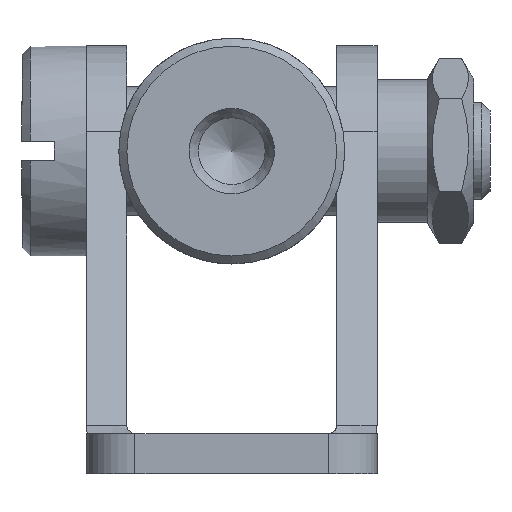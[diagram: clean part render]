
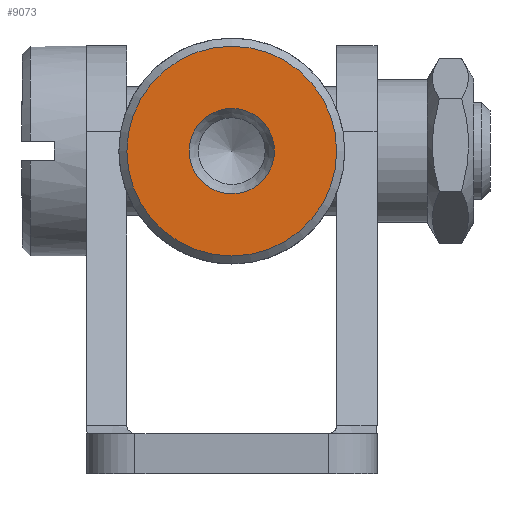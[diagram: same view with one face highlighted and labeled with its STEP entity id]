
A CAD part, left-side view. The second image highlights one B-rep face of the part: STEP entity #9073.
In plain terms, the highlighted planar face has unit normal (-1, 0, 0).
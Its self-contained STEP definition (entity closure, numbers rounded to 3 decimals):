
#8578 = CONICAL_SURFACE('',#8579,6.75,0.785);
#8579 = AXIS2_PLACEMENT_3D('',#8580,#8581,#8582);
#8580 = CARTESIAN_POINT('',(0.25,0.,0.));
#8581 = DIRECTION('',(1.,0.,0.));
#8582 = DIRECTION('',(0.,0.,-1.));
#8836 = CONICAL_SURFACE('',#8837,2.356,0.524);
#8837 = AXIS2_PLACEMENT_3D('',#8838,#8839,#8840);
#8838 = CARTESIAN_POINT('',(0.5,0.,0.));
#8839 = DIRECTION('',(-1.,0.,0.));
#8840 = DIRECTION('',(0.,0.,-1.));
#8905 = VERTEX_POINT('',#8906);
#8906 = CARTESIAN_POINT('',(0.,0.,
    2.644));
#8926 = EDGE_CURVE('',#8905,#8905,#8927,.T.);
#8927 = SURFACE_CURVE('',#8928,(#8933,#8962),.PCURVE_S1.);
#8928 = CIRCLE('',#8929,2.644);
#8929 = AXIS2_PLACEMENT_3D('',#8930,#8931,#8932);
#8930 = CARTESIAN_POINT('',(0.,0.,
    0.));
#8931 = DIRECTION('',(-1.,0.,0.));
#8932 = DIRECTION('',(0.,0.,-1.));
#8933 = PCURVE('',#8836,#8934);
#8934 = DEFINITIONAL_REPRESENTATION('',(#8935),#8961);
#8935 = B_SPLINE_CURVE_WITH_KNOTS('',3,(#8936,#8937,#8938,#8939,#8940,
    #8941,#8942,#8943,#8944,#8945,#8946,#8947,#8948,#8949,#8950,#8951,
    #8952,#8953,#8954,#8955,#8956,#8957,#8958,#8959,#8960),
  .UNSPECIFIED.,.F.,.F.,(4,1,1,1,1,1,1,1,1,1,1,1,1,1,1,1,1,1,1,1,1,1,4),
  (3.142,3.427,3.713,3.998,
    4.284,4.57,4.855,5.141,
    5.426,5.712,5.998,6.283,
    6.569,6.854,7.14,7.426,
    7.711,7.997,8.282,8.568,
    8.854,9.139,9.425),.UNSPECIFIED.);
#8936 = CARTESIAN_POINT('',(3.142,0.5));
#8937 = CARTESIAN_POINT('',(3.237,0.5));
#8938 = CARTESIAN_POINT('',(3.427,0.5));
#8939 = CARTESIAN_POINT('',(3.713,0.5));
#8940 = CARTESIAN_POINT('',(3.998,0.5));
#8941 = CARTESIAN_POINT('',(4.284,0.5));
#8942 = CARTESIAN_POINT('',(4.57,0.5));
#8943 = CARTESIAN_POINT('',(4.855,0.5));
#8944 = CARTESIAN_POINT('',(5.141,0.5));
#8945 = CARTESIAN_POINT('',(5.426,0.5));
#8946 = CARTESIAN_POINT('',(5.712,0.5));
#8947 = CARTESIAN_POINT('',(5.998,0.5));
#8948 = CARTESIAN_POINT('',(6.283,0.5));
#8949 = CARTESIAN_POINT('',(6.569,0.5));
#8950 = CARTESIAN_POINT('',(6.854,0.5));
#8951 = CARTESIAN_POINT('',(7.14,0.5));
#8952 = CARTESIAN_POINT('',(7.426,0.5));
#8953 = CARTESIAN_POINT('',(7.711,0.5));
#8954 = CARTESIAN_POINT('',(7.997,0.5));
#8955 = CARTESIAN_POINT('',(8.282,0.5));
#8956 = CARTESIAN_POINT('',(8.568,0.5));
#8957 = CARTESIAN_POINT('',(8.854,0.5));
#8958 = CARTESIAN_POINT('',(9.139,0.5));
#8959 = CARTESIAN_POINT('',(9.33,0.5));
#8960 = CARTESIAN_POINT('',(9.425,0.5));
#8961 = ( GEOMETRIC_REPRESENTATION_CONTEXT(2) 
PARAMETRIC_REPRESENTATION_CONTEXT() REPRESENTATION_CONTEXT('2D SPACE',''
  ) );
#8962 = PCURVE('',#8963,#8968);
#8963 = PLANE('',#8964);
#8964 = AXIS2_PLACEMENT_3D('',#8965,#8966,#8967);
#8965 = CARTESIAN_POINT('',(0.,0.,-7.));
#8966 = DIRECTION('',(-1.,0.,0.));
#8967 = DIRECTION('',(0.,0.,1.));
#8968 = DEFINITIONAL_REPRESENTATION('',(#8969),#8973);
#8969 = CIRCLE('',#8970,2.644);
#8970 = AXIS2_PLACEMENT_2D('',#8971,#8972);
#8971 = CARTESIAN_POINT('',(7.,0.));
#8972 = DIRECTION('',(-1.,0.));
#8973 = ( GEOMETRIC_REPRESENTATION_CONTEXT(2) 
PARAMETRIC_REPRESENTATION_CONTEXT() REPRESENTATION_CONTEXT('2D SPACE',''
  ) );
#9073 = ADVANCED_FACE('',(#9074,#9126),#8963,.T.);
#9074 = FACE_BOUND('',#9075,.T.);
#9075 = EDGE_LOOP('',(#9076));
#9076 = ORIENTED_EDGE('',*,*,#9077,.F.);
#9077 = EDGE_CURVE('',#9078,#9078,#9080,.T.);
#9078 = VERTEX_POINT('',#9079);
#9079 = CARTESIAN_POINT('',(0.,0.,6.5
    ));
#9080 = SURFACE_CURVE('',#9081,(#9086,#9097),.PCURVE_S1.);
#9081 = CIRCLE('',#9082,6.5);
#9082 = AXIS2_PLACEMENT_3D('',#9083,#9084,#9085);
#9083 = CARTESIAN_POINT('',(0.,0.,
    0.));
#9084 = DIRECTION('',(1.,0.,0.));
#9085 = DIRECTION('',(0.,0.,-1.));
#9086 = PCURVE('',#8963,#9087);
#9087 = DEFINITIONAL_REPRESENTATION('',(#9088),#9096);
#9088 = ( BOUNDED_CURVE() B_SPLINE_CURVE(2,(#9089,#9090,#9091,#9092,
#9093,#9094,#9095),.UNSPECIFIED.,.F.,.F.) B_SPLINE_CURVE_WITH_KNOTS((1,2
    ,2,2,2,1),(-2.094,0.,2.094,4.189,
6.283,8.378),.UNSPECIFIED.) CURVE() 
GEOMETRIC_REPRESENTATION_ITEM() RATIONAL_B_SPLINE_CURVE((1.,0.5,1.,0.5,
1.,0.5,1.)) REPRESENTATION_ITEM('') );
#9089 = CARTESIAN_POINT('',(0.5,0.));
#9090 = CARTESIAN_POINT('',(0.5,11.258));
#9091 = CARTESIAN_POINT('',(10.25,5.629));
#9092 = CARTESIAN_POINT('',(20.,0.));
#9093 = CARTESIAN_POINT('',(10.25,-5.629));
#9094 = CARTESIAN_POINT('',(0.5,-11.258));
#9095 = CARTESIAN_POINT('',(0.5,0.));
#9096 = ( GEOMETRIC_REPRESENTATION_CONTEXT(2) 
PARAMETRIC_REPRESENTATION_CONTEXT() REPRESENTATION_CONTEXT('2D SPACE',''
  ) );
#9097 = PCURVE('',#8578,#9098);
#9098 = DEFINITIONAL_REPRESENTATION('',(#9099),#9125);
#9099 = B_SPLINE_CURVE_WITH_KNOTS('',3,(#9100,#9101,#9102,#9103,#9104,
    #9105,#9106,#9107,#9108,#9109,#9110,#9111,#9112,#9113,#9114,#9115,
    #9116,#9117,#9118,#9119,#9120,#9121,#9122,#9123,#9124),
  .UNSPECIFIED.,.F.,.F.,(4,1,1,1,1,1,1,1,1,1,1,1,1,1,1,1,1,1,1,1,1,1,4),
  (3.142,3.427,3.713,3.998,
    4.284,4.57,4.855,5.141,
    5.426,5.712,5.998,6.283,
    6.569,6.854,7.14,7.426,
    7.711,7.997,8.282,8.568,
    8.854,9.139,9.425),.UNSPECIFIED.);
#9100 = CARTESIAN_POINT('',(3.142,-0.25));
#9101 = CARTESIAN_POINT('',(3.237,-0.25));
#9102 = CARTESIAN_POINT('',(3.427,-0.25));
#9103 = CARTESIAN_POINT('',(3.713,-0.25));
#9104 = CARTESIAN_POINT('',(3.998,-0.25));
#9105 = CARTESIAN_POINT('',(4.284,-0.25));
#9106 = CARTESIAN_POINT('',(4.57,-0.25));
#9107 = CARTESIAN_POINT('',(4.855,-0.25));
#9108 = CARTESIAN_POINT('',(5.141,-0.25));
#9109 = CARTESIAN_POINT('',(5.426,-0.25));
#9110 = CARTESIAN_POINT('',(5.712,-0.25));
#9111 = CARTESIAN_POINT('',(5.998,-0.25));
#9112 = CARTESIAN_POINT('',(6.283,-0.25));
#9113 = CARTESIAN_POINT('',(6.569,-0.25));
#9114 = CARTESIAN_POINT('',(6.854,-0.25));
#9115 = CARTESIAN_POINT('',(7.14,-0.25));
#9116 = CARTESIAN_POINT('',(7.426,-0.25));
#9117 = CARTESIAN_POINT('',(7.711,-0.25));
#9118 = CARTESIAN_POINT('',(7.997,-0.25));
#9119 = CARTESIAN_POINT('',(8.282,-0.25));
#9120 = CARTESIAN_POINT('',(8.568,-0.25));
#9121 = CARTESIAN_POINT('',(8.854,-0.25));
#9122 = CARTESIAN_POINT('',(9.139,-0.25));
#9123 = CARTESIAN_POINT('',(9.33,-0.25));
#9124 = CARTESIAN_POINT('',(9.425,-0.25));
#9125 = ( GEOMETRIC_REPRESENTATION_CONTEXT(2) 
PARAMETRIC_REPRESENTATION_CONTEXT() REPRESENTATION_CONTEXT('2D SPACE',''
  ) );
#9126 = FACE_BOUND('',#9127,.T.);
#9127 = EDGE_LOOP('',(#9128));
#9128 = ORIENTED_EDGE('',*,*,#8926,.F.);
